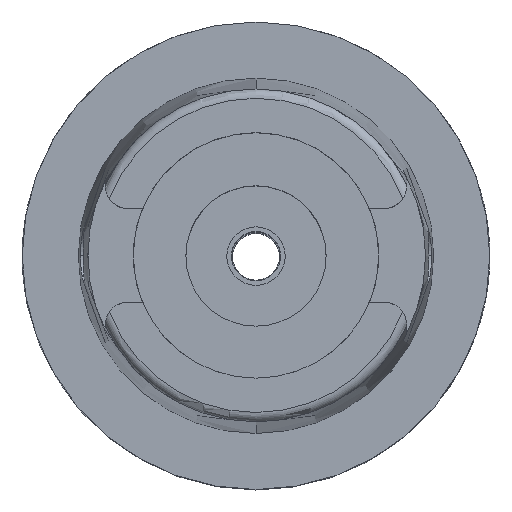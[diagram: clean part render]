
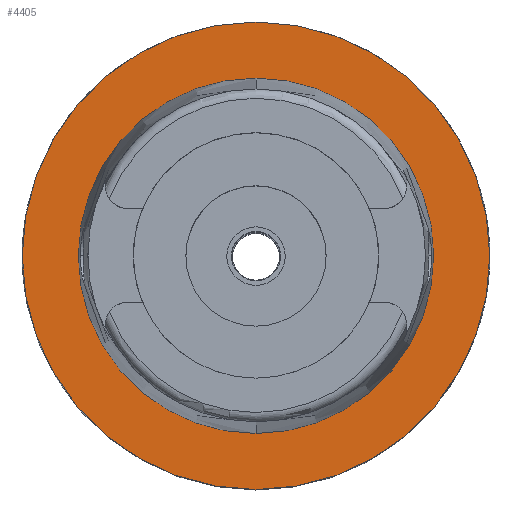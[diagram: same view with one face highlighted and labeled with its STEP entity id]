
A CAD part, top view. The second image highlights one B-rep face of the part: STEP entity #4405.
In plain terms, the highlighted planar face has unit normal (0, 0, 1).
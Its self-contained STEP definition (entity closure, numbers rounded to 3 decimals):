
#2261=CARTESIAN_POINT('',(0.,0.,0.));
#2262=DIRECTION('',(0.,0.,-1.));
#2263=DIRECTION('',(0.,-1.,0.));
#2264=AXIS2_PLACEMENT_3D('',#2261,#2262,#2263);
#2269=CARTESIAN_POINT('',(0.,0.,0.));
#2270=DIRECTION('',(0.,0.,-1.));
#2271=DIRECTION('',(0.,1.,0.));
#2272=AXIS2_PLACEMENT_3D('',#2269,#2270,#2271);
#2277=CARTESIAN_POINT('',(0.,0.,0.));
#2278=DIRECTION('',(0.,0.,1.));
#2279=DIRECTION('',(0.,-1.,0.));
#2280=AXIS2_PLACEMENT_3D('',#2277,#2278,#2279);
#2285=CARTESIAN_POINT('',(0.,0.,0.));
#2286=DIRECTION('',(0.,0.,1.));
#2287=DIRECTION('',(0.,1.,0.));
#2288=AXIS2_PLACEMENT_3D('',#2285,#2286,#2287);
#2491=CARTESIAN_POINT('',(0.,-15.2,0.));
#2492=VERTEX_POINT('',#2491);
#2493=CARTESIAN_POINT('',(0.,15.2,0.));
#2494=VERTEX_POINT('',#2493);
#2761=CARTESIAN_POINT('',(0.,20.,0.));
#2762=VERTEX_POINT('',#2761);
#2763=CARTESIAN_POINT('',(0.,-20.,0.));
#2764=VERTEX_POINT('',#2763);
#4392=CARTESIAN_POINT('',(0.,0.,0.));
#4393=DIRECTION('',(0.,0.,-1.));
#4394=DIRECTION('',(0.,-1.,0.));
#4395=AXIS2_PLACEMENT_3D('',#4392,#4393,#4394);
#4396=PLANE('',#4395);
#4397=ORIENTED_EDGE('',*,*,#4004,.T.);
#4398=ORIENTED_EDGE('',*,*,#4147,.T.);
#4399=EDGE_LOOP('',(#4397,#4398));
#4400=FACE_OUTER_BOUND('',#4399,.F.);
#4401=ORIENTED_EDGE('',*,*,#2992,.T.);
#4402=ORIENTED_EDGE('',*,*,#2961,.T.);
#4403=EDGE_LOOP('',(#4401,#4402));
#4404=FACE_BOUND('',#4403,.F.);
#2265=CIRCLE('',#2264,20.);
#2273=CIRCLE('',#2272,20.);
#2281=CIRCLE('',#2280,15.2);
#2289=CIRCLE('',#2288,15.2);
#2961=EDGE_CURVE('',#2494,#2492,#2289,.T.);
#2992=EDGE_CURVE('',#2492,#2494,#2281,.T.);
#4004=EDGE_CURVE('',#2764,#2762,#2265,.T.);
#4147=EDGE_CURVE('',#2762,#2764,#2273,.T.);
#4405=ADVANCED_FACE('',(#4400,#4404),#4396,.F.);
